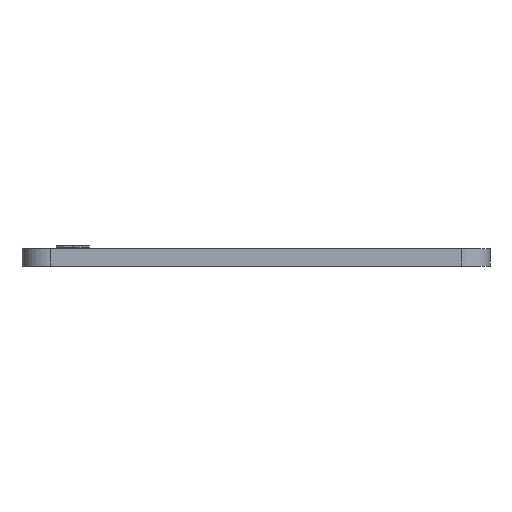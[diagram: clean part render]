
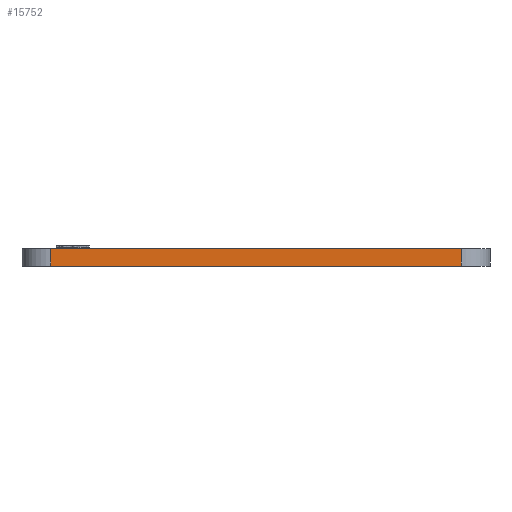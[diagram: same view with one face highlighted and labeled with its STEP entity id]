
A CAD part, left-side view. The second image highlights one B-rep face of the part: STEP entity #15752.
In plain terms, the highlighted planar face has unit normal (-1, 0, 0).
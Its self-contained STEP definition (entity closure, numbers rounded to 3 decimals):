
#585=PLANE('',#16330);
#1349=FACE_OUTER_BOUND('',#2166,.T.);
#2166=EDGE_LOOP('',(#14538,#14539,#14540,#14541));
#2847=LINE('',#22805,#4573);
#3872=LINE('',#28371,#5598);
#3893=LINE('',#28456,#5619);
#3894=LINE('',#28458,#5620);
#4573=VECTOR('',#17371,10.);
#5598=VECTOR('',#19026,10.);
#5619=VECTOR('',#19093,10.);
#5620=VECTOR('',#19096,10.);
#6785=VERTEX_POINT('',#22802);
#6786=VERTEX_POINT('',#22804);
#7721=VERTEX_POINT('',#28368);
#7722=VERTEX_POINT('',#28370);
#8619=EDGE_CURVE('',#6785,#6786,#2847,.T.);
#10000=EDGE_CURVE('',#7721,#7722,#3872,.T.);
#10043=EDGE_CURVE('',#7722,#6785,#3893,.T.);
#10044=EDGE_CURVE('',#6786,#7721,#3894,.T.);
#14538=ORIENTED_EDGE('',*,*,#10043,.F.);
#14539=ORIENTED_EDGE('',*,*,#10000,.F.);
#14540=ORIENTED_EDGE('',*,*,#10044,.F.);
#14541=ORIENTED_EDGE('',*,*,#8619,.F.);
#15752=ADVANCED_FACE('',(#1349),#585,.T.);
#16330=AXIS2_PLACEMENT_3D('',#28457,#19094,#19095);
#17371=DIRECTION('',(0.,-1.,0.));
#19026=DIRECTION('',(0.,1.,0.));
#19093=DIRECTION('',(0.,0.,1.));
#19094=DIRECTION('center_axis',(-1.,0.,0.));
#19095=DIRECTION('ref_axis',(0.,-1.,0.));
#19096=DIRECTION('',(0.,0.,-1.));
#22802=CARTESIAN_POINT('',(-10.706,8.847,3.));
#22804=CARTESIAN_POINT('',(-10.706,-62.728,3.));
#22805=CARTESIAN_POINT('',(-10.706,-67.728,3.));
#28368=CARTESIAN_POINT('',(-10.706,-62.728,0.));
#28370=CARTESIAN_POINT('',(-10.706,8.847,0.));
#28371=CARTESIAN_POINT('',(-10.706,-67.728,0.));
#28456=CARTESIAN_POINT('',(-10.706,8.847,0.));
#28457=CARTESIAN_POINT('Origin',(-10.706,13.847,0.));
#28458=CARTESIAN_POINT('',(-10.706,-62.728,0.));
